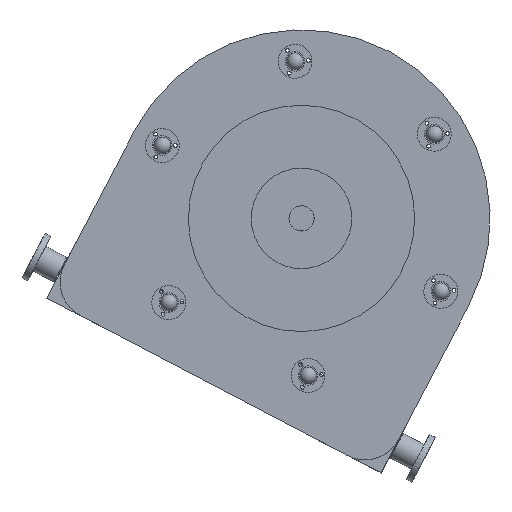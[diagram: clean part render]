
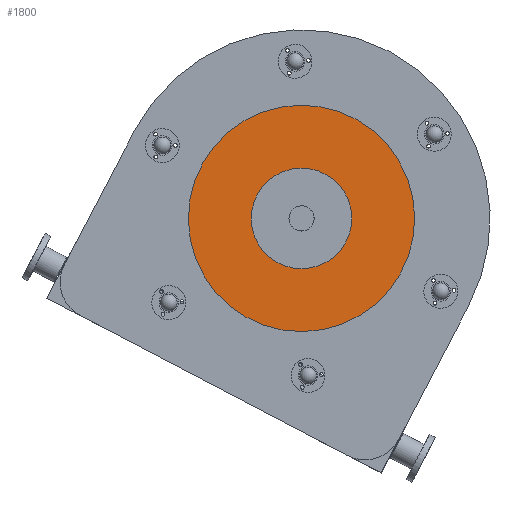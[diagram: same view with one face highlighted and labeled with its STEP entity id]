
A CAD part, front view. The second image highlights one B-rep face of the part: STEP entity #1800.
In plain terms, the highlighted planar face has unit normal (0, -1, 0).
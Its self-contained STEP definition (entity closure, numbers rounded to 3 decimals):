
#190=FACE_BOUND('',#513,.T.);
#227=PLANE('',#2214);
#325=FACE_OUTER_BOUND('',#512,.T.);
#512=EDGE_LOOP('',(#1638));
#513=EDGE_LOOP('',(#1639));
#831=CIRCLE('',#2205,40.);
#835=CIRCLE('',#2212,90.);
#979=VERTEX_POINT('',#3267);
#983=VERTEX_POINT('',#3280);
#1196=EDGE_CURVE('',#979,#979,#831,.T.);
#1202=EDGE_CURVE('',#983,#983,#835,.T.);
#1638=ORIENTED_EDGE('',*,*,#1202,.F.);
#1639=ORIENTED_EDGE('',*,*,#1196,.T.);
#1800=ADVANCED_FACE('',(#325,#190),#227,.F.);
#2205=AXIS2_PLACEMENT_3D('',#3269,#2754,#2755);
#2212=AXIS2_PLACEMENT_3D('',#3282,#2770,#2771);
#2214=AXIS2_PLACEMENT_3D('',#3284,#2774,#2775);
#2754=DIRECTION('center_axis',(0.,1.,0.));
#2755=DIRECTION('ref_axis',(-1.,0.,0.));
#2770=DIRECTION('center_axis',(0.,1.,0.));
#2771=DIRECTION('ref_axis',(-1.,0.,0.));
#2774=DIRECTION('center_axis',(0.,1.,0.));
#2775=DIRECTION('ref_axis',(0.,0.,1.));
#3267=CARTESIAN_POINT('',(40.,0.,0.));
#3269=CARTESIAN_POINT('Origin',(0.,0.,0.));
#3280=CARTESIAN_POINT('',(90.,0.,0.));
#3282=CARTESIAN_POINT('Origin',(0.,0.,0.));
#3284=CARTESIAN_POINT('Origin',(0.,0.,0.));
